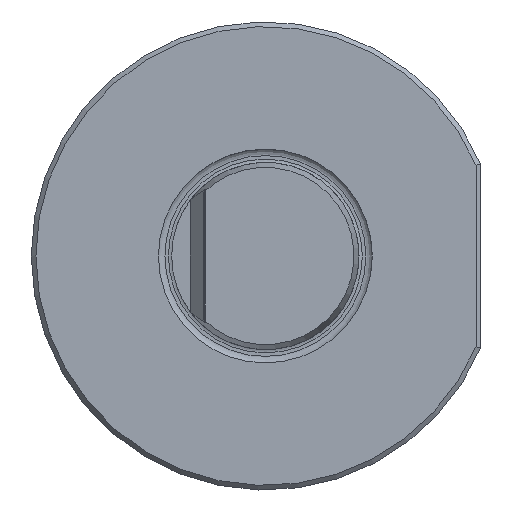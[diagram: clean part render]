
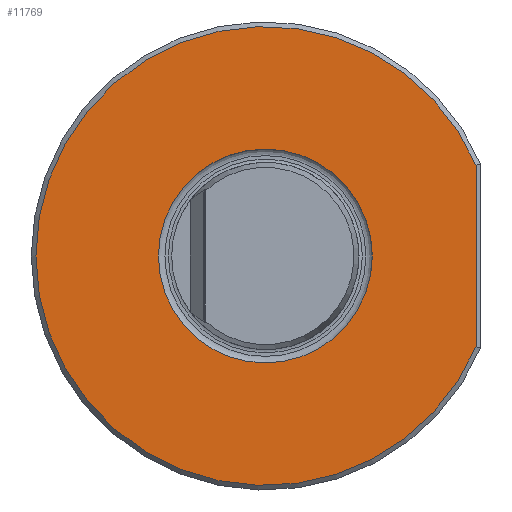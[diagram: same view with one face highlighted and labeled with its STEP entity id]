
A CAD part, front view. The second image highlights one B-rep face of the part: STEP entity #11769.
In plain terms, the highlighted planar face has unit normal (0, -1, 0).
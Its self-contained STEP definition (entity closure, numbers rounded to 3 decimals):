
#1454 = LINE ( 'NONE', #3482, #12410 ) ;
#2031 = CARTESIAN_POINT ( 'NONE',  ( 0., 0., 0. ) ) ;
#2778 = CIRCLE ( 'NONE', #8900, 24.5 ) ;
#2858 = DIRECTION ( 'NONE',  ( 0., -1., 0. ) ) ;
#3482 = CARTESIAN_POINT ( 'NONE',  ( 22.5, 0., 8.441 ) ) ;
#3494 = CARTESIAN_POINT ( 'NONE',  ( 22.5, 0., -9.695 ) ) ;
#3692 = VERTEX_POINT ( 'NONE', #3494 ) ;
#3793 = DIRECTION ( 'NONE',  ( 1., 0., 0. ) ) ;
#3865 = CARTESIAN_POINT ( 'NONE',  ( 0., 0., 0. ) ) ;
#3962 = DIRECTION ( 'NONE',  ( 0., -1., 0. ) ) ;
#4006 = ORIENTED_EDGE ( 'NONE', *, *, #4929, .T. ) ;
#4072 = FACE_OUTER_BOUND ( 'NONE', #7738, .T. ) ;
#4929 = EDGE_CURVE ( 'NONE', #8256, #3692, #2778, .T. ) ;
#5126 = DIRECTION ( 'NONE',  ( 1., 0., 0. ) ) ;
#5168 = ORIENTED_EDGE ( 'NONE', *, *, #5595, .T. ) ;
#5247 = CARTESIAN_POINT ( 'NONE',  ( -11.55, 0., 0. ) ) ;
#5595 = EDGE_CURVE ( 'NONE', #3692, #8256, #1454, .T. ) ;
#6242 = FACE_BOUND ( 'NONE', #10803, .T. ) ;
#6303 = PLANE ( 'NONE',  #10411 ) ;
#6785 = ORIENTED_EDGE ( 'NONE', *, *, #7104, .F. ) ;
#6974 = DIRECTION ( 'NONE',  ( 1., 0., 0. ) ) ;
#7104 = EDGE_CURVE ( 'NONE', #9820, #9820, #8771, .T. ) ;
#7738 = EDGE_LOOP ( 'NONE', ( #4006, #5168 ) ) ;
#8256 = VERTEX_POINT ( 'NONE', #9142 ) ;
#8771 = CIRCLE ( 'NONE', #12165, 11.419 ) ;
#8900 = AXIS2_PLACEMENT_3D ( 'NONE', #2031, #3962, #6974 ) ;
#9142 = CARTESIAN_POINT ( 'NONE',  ( 22.5, 0., 9.695 ) ) ;
#9678 = DIRECTION ( 'NONE',  ( 0., 0., 1. ) ) ;
#9820 = VERTEX_POINT ( 'NONE', #12001 ) ;
#10273 = DIRECTION ( 'NONE',  ( 0., -1., 0. ) ) ;
#10411 = AXIS2_PLACEMENT_3D ( 'NONE', #5247, #10273, #5126 ) ;
#10803 = EDGE_LOOP ( 'NONE', ( #6785 ) ) ;
#11769 = ADVANCED_FACE ( 'Defeature completata1_9', ( #4072, #6242 ), #6303, .T. ) ;
#12001 = CARTESIAN_POINT ( 'NONE',  ( 11.419, 0., 0. ) ) ;
#12165 = AXIS2_PLACEMENT_3D ( 'NONE', #3865, #2858, #3793 ) ;
#12410 = VECTOR ( 'NONE', #9678, 1000. ) ;
